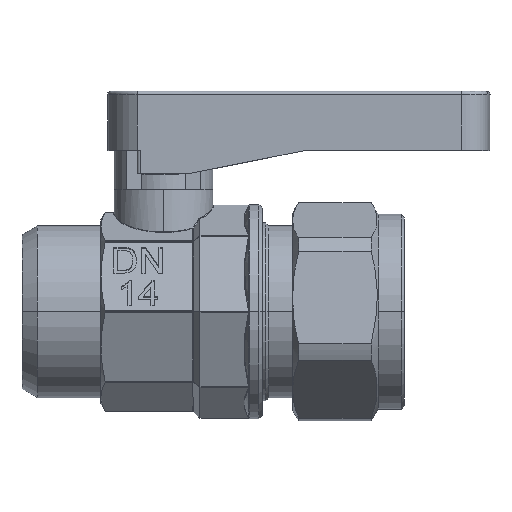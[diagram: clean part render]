
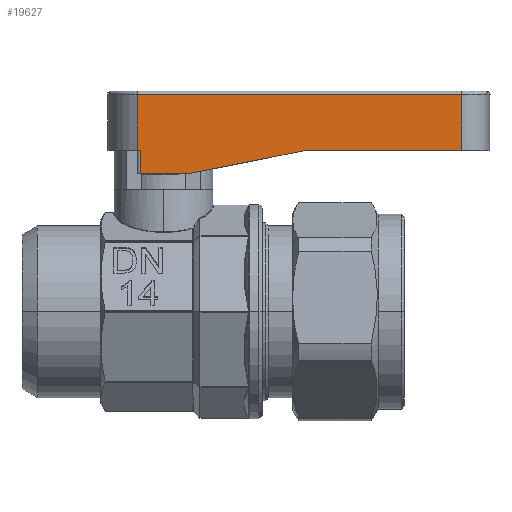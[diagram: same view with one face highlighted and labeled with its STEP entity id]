
A CAD part, top view. The second image highlights one B-rep face of the part: STEP entity #19627.
In plain terms, the highlighted planar face has unit normal (0, 0, 1).
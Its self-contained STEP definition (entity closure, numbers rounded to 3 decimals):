
#3838 = ORIENTED_EDGE ( 'NONE', *, *, #44235, .T. ) ;
#3842 = ORIENTED_EDGE ( 'NONE', *, *, #29978, .T. ) ;
#4061 = ORIENTED_EDGE ( 'NONE', *, *, #31363, .T. ) ;
#4191 = ORIENTED_EDGE ( 'NONE', *, *, #30137, .T. ) ;
#4377 = ORIENTED_EDGE ( 'NONE', *, *, #29662, .T. ) ;
#4516 = ORIENTED_EDGE ( 'NONE', *, *, #30323, .T. ) ;
#4725 = ORIENTED_EDGE ( 'NONE', *, *, #45323, .T. ) ;
#4798 = ORIENTED_EDGE ( 'NONE', *, *, #29720, .T. ) ;
#10786 = AXIS2_PLACEMENT_3D ( 'NONE', #24573, #24575, #24577 ) ;
#17634 = CARTESIAN_POINT ( 'NONE',  ( -2.58, 30.028, 7.5 ) ) ;
#17641 = DIRECTION ( 'NONE',  ( 0., -1., 0. ) ) ;
#18304 = CARTESIAN_POINT ( 'NONE',  ( 46.74, 28.278, 7.5 ) ) ;
#18306 = DIRECTION ( 'NONE',  ( 0., 1., 0. ) ) ;
#19627 = ADVANCED_FACE ( 'NONE', ( #27964 ), #24542, .T. ) ;
#24542 = PLANE ( 'NONE',  #10786 ) ;
#24573 = CARTESIAN_POINT ( 'NONE',  ( -2.58, 22.278, 7.5 ) ) ;
#24575 = DIRECTION ( 'NONE',  ( 0., 0., 1. ) ) ;
#24577 = DIRECTION ( 'NONE',  ( 1., 0., 0. ) ) ;
#25339 = VERTEX_POINT ( 'NONE', #42796 ) ;
#27324 = LINE ( 'NONE', #27700, #27327 ) ;
#27327 = VECTOR ( 'NONE', #27702, 1000. ) ;
#27700 = CARTESIAN_POINT ( 'NONE',  ( 5.42, 22.278, 7.5 ) ) ;
#27702 = DIRECTION ( 'NONE',  ( 0.981, 0.196, 0. ) ) ;
#27964 = FACE_OUTER_BOUND ( 'NONE', #41032, .T. ) ;
#29432 = VERTEX_POINT ( 'NONE', #37887 ) ;
#29662 = EDGE_CURVE ( 'NONE', #39506, #25339, #36632, .T. ) ;
#29720 = EDGE_CURVE ( 'NONE', #39775, #39504, #36669, .T. ) ;
#29868 = VERTEX_POINT ( 'NONE', #38982 ) ;
#29978 = EDGE_CURVE ( 'NONE', #29868, #39506, #36862, .T. ) ;
#30137 = EDGE_CURVE ( 'NONE', #39504, #30527, #37023, .T. ) ;
#30323 = EDGE_CURVE ( 'NONE', #30527, #29868, #37260, .T. ) ;
#30527 = VERTEX_POINT ( 'NONE', #31499 ) ;
#31198 = DIRECTION ( 'NONE',  ( -1., 0., 0. ) ) ;
#31200 = CARTESIAN_POINT ( 'NONE',  ( 21.932, 34.278, 7.5 ) ) ;
#31363 = EDGE_CURVE ( 'NONE', #29432, #39593, #37588, .T. ) ;
#31499 = CARTESIAN_POINT ( 'NONE',  ( 46.74, 34.278, 7.5 ) ) ;
#32707 = CARTESIAN_POINT ( 'NONE',  ( 22.08, 22.278, 7.5 ) ) ;
#32709 = DIRECTION ( 'NONE',  ( 1., 0., 0. ) ) ;
#33354 = CARTESIAN_POINT ( 'NONE',  ( 46.74, 25.778, 7.5 ) ) ;
#33355 = CARTESIAN_POINT ( 'NONE',  ( -2.58, 25.778, 7.5 ) ) ;
#33398 = CARTESIAN_POINT ( 'NONE',  ( 5.42, 22.278, 7.5 ) ) ;
#33479 = CARTESIAN_POINT ( 'NONE',  ( 22.92, 25.778, 7.5 ) ) ;
#34008 = CARTESIAN_POINT ( 'NONE',  ( -2.08, 28.278, 7.5 ) ) ;
#34009 = DIRECTION ( 'NONE',  ( 0., -1., 0. ) ) ;
#36632 = LINE ( 'NONE', #38361, #36638 ) ;
#36638 = VECTOR ( 'NONE', #38364, 1000. ) ;
#36669 = LINE ( 'NONE', #38566, #36680 ) ;
#36680 = VECTOR ( 'NONE', #38543, 1000. ) ;
#36862 = LINE ( 'NONE', #17634, #36863 ) ;
#36863 = VECTOR ( 'NONE', #17641, 1000. ) ;
#37023 = LINE ( 'NONE', #18304, #37027 ) ;
#37027 = VECTOR ( 'NONE', #18306, 1000. ) ;
#37260 = LINE ( 'NONE', #31200, #37262 ) ;
#37262 = VECTOR ( 'NONE', #31198, 1000. ) ;
#37588 = LINE ( 'NONE', #32707, #37591 ) ;
#37591 = VECTOR ( 'NONE', #32709, 1000. ) ;
#37745 = LINE ( 'NONE', #34008, #37755 ) ;
#37755 = VECTOR ( 'NONE', #34009, 1000. ) ;
#37887 = CARTESIAN_POINT ( 'NONE',  ( -2.08, 22.278, 7.5 ) ) ;
#38361 = CARTESIAN_POINT ( 'NONE',  ( 22.08, 25.778, 7.5 ) ) ;
#38364 = DIRECTION ( 'NONE',  ( 1., 0., 0. ) ) ;
#38543 = DIRECTION ( 'NONE',  ( 1., 0., 0. ) ) ;
#38566 = CARTESIAN_POINT ( 'NONE',  ( 22.08, 25.778, 7.5 ) ) ;
#38982 = CARTESIAN_POINT ( 'NONE',  ( -2.58, 34.278, 7.5 ) ) ;
#39504 = VERTEX_POINT ( 'NONE', #33354 ) ;
#39506 = VERTEX_POINT ( 'NONE', #33355 ) ;
#39593 = VERTEX_POINT ( 'NONE', #33398 ) ;
#39775 = VERTEX_POINT ( 'NONE', #33479 ) ;
#41032 = EDGE_LOOP ( 'NONE', ( #4725, #4798, #4191, #4516, #3842, #4377, #3838, #4061 ) ) ;
#42796 = CARTESIAN_POINT ( 'NONE',  ( -2.08, 25.778, 7.5 ) ) ;
#44235 = EDGE_CURVE ( 'NONE', #25339, #29432, #37745, .T. ) ;
#45323 = EDGE_CURVE ( 'NONE', #39593, #39775, #27324, .T. ) ;
